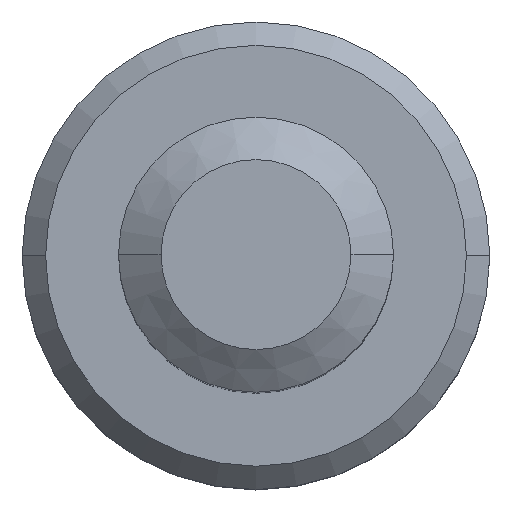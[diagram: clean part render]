
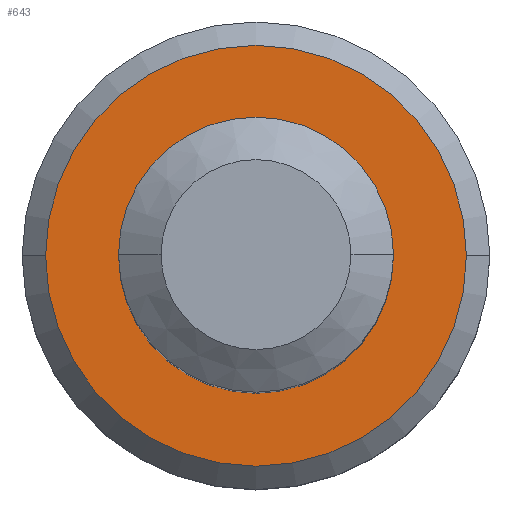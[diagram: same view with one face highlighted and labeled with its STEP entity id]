
A CAD part, top view. The second image highlights one B-rep face of the part: STEP entity #643.
In plain terms, the highlighted planar face has unit normal (0, 0, 1).
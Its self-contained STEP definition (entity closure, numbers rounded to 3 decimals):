
#19 = AXIS2_PLACEMENT_3D ( 'NONE', #27, #419, #78 ) ;
#27 = CARTESIAN_POINT ( 'NONE',  ( 0., 0., -12. ) ) ;
#39 = CARTESIAN_POINT ( 'NONE',  ( 0., 0., -12. ) ) ;
#76 = ORIENTED_EDGE ( 'NONE', *, *, #279, .F. ) ;
#78 = DIRECTION ( 'NONE',  ( -1., 0., 0. ) ) ;
#122 = AXIS2_PLACEMENT_3D ( 'NONE', #689, #369, #414 ) ;
#145 = FACE_BOUND ( 'NONE', #187, .T. ) ;
#147 = FACE_OUTER_BOUND ( 'NONE', #733, .T. ) ;
#166 = CIRCLE ( 'NONE', #230, 3.825 ) ;
#187 = EDGE_LOOP ( 'NONE', ( #227, #76 ) ) ;
#205 = DIRECTION ( 'NONE',  ( -1., 0., 0. ) ) ;
#227 = ORIENTED_EDGE ( 'NONE', *, *, #425, .F. ) ;
#230 = AXIS2_PLACEMENT_3D ( 'NONE', #467, #337, #244 ) ;
#244 = DIRECTION ( 'NONE',  ( -1., 0., 0. ) ) ;
#279 = EDGE_CURVE ( 'NONE', #661, #413, #675, .T. ) ;
#319 = DIRECTION ( 'NONE',  ( 0., 0., 1. ) ) ;
#326 = CARTESIAN_POINT ( 'NONE',  ( -3.825, 0., -12. ) ) ;
#337 = DIRECTION ( 'NONE',  ( 0., 0., 1. ) ) ;
#369 = DIRECTION ( 'NONE',  ( 0., 0., 1. ) ) ;
#408 = CARTESIAN_POINT ( 'NONE',  ( 3.825, 0., -12. ) ) ;
#413 = VERTEX_POINT ( 'NONE', #464 ) ;
#414 = DIRECTION ( 'NONE',  ( -1., 0., 0. ) ) ;
#419 = DIRECTION ( 'NONE',  ( 0., 0., 1. ) ) ;
#425 = EDGE_CURVE ( 'NONE', #413, #661, #476, .T. ) ;
#443 = CIRCLE ( 'NONE', #19, 3.825 ) ;
#464 = CARTESIAN_POINT ( 'NONE',  ( 2.5, 0., -12. ) ) ;
#467 = CARTESIAN_POINT ( 'NONE',  ( 0., 0., -12. ) ) ;
#476 = CIRCLE ( 'NONE', #122, 2.5 ) ;
#486 = DIRECTION ( 'NONE',  ( -1., 0., 0. ) ) ;
#493 = PLANE ( 'NONE',  #523 ) ;
#523 = AXIS2_PLACEMENT_3D ( 'NONE', #604, #727, #486 ) ;
#532 = EDGE_CURVE ( 'NONE', #681, #747, #443, .T. ) ;
#543 = EDGE_CURVE ( 'NONE', #747, #681, #166, .T. ) ;
#565 = AXIS2_PLACEMENT_3D ( 'NONE', #39, #319, #205 ) ;
#604 = CARTESIAN_POINT ( 'NONE',  ( 0., 0., -12. ) ) ;
#608 = ORIENTED_EDGE ( 'NONE', *, *, #543, .T. ) ;
#612 = ORIENTED_EDGE ( 'NONE', *, *, #532, .T. ) ;
#643 = ADVANCED_FACE ( 'NONE', ( #147, #145 ), #493, .F. ) ;
#661 = VERTEX_POINT ( 'NONE', #750 ) ;
#675 = CIRCLE ( 'NONE', #565, 2.5 ) ;
#681 = VERTEX_POINT ( 'NONE', #408 ) ;
#689 = CARTESIAN_POINT ( 'NONE',  ( 0., 0., -12. ) ) ;
#727 = DIRECTION ( 'NONE',  ( 0., 0., -1. ) ) ;
#733 = EDGE_LOOP ( 'NONE', ( #608, #612 ) ) ;
#747 = VERTEX_POINT ( 'NONE', #326 ) ;
#750 = CARTESIAN_POINT ( 'NONE',  ( -2.5, 0., -12. ) ) ;
